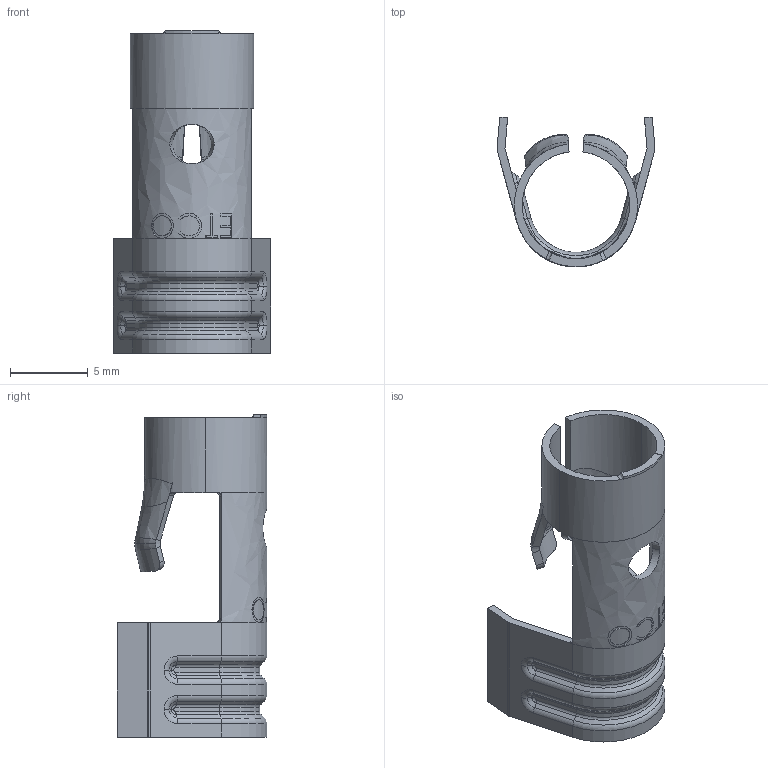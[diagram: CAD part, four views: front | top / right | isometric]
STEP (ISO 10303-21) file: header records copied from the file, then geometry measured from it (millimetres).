
FILE_DESCRIPTION (( 'STEP AP203' ), '1' );
FILE_NAME ('DT60-W.STEP', '2019-11-05T16:04:09', ( 'tempuser' ), ( 'Microsoft' ), 'SwSTEP 2.0', 'SolidWorks 2019', '' );
FILE_SCHEMA (( 'CONFIG_CONTROL_DESIGN' ));
Length unit declared in the file: inch
Products named in the file (1): DT60-W
Bounding box: 10.16 x 9.65 x 20.75 mm (x, y, z)
Volume: 194.9 mm3; surface area: 859.2 mm2
Topology: 1 solids, 1 shells, 249 faces, 614 edges, 370 vertices
Faces by surface type: bspline 64, plane 56, cylinder 55, torus 44, cone 30
Entity records: 17265 total; most frequent: CARTESIAN_POINT 11817, ORIENTED_EDGE 1224, DIRECTION 962, EDGE_CURVE 612, AXIS2_PLACEMENT_3D 379, VERTEX_POINT 370, EDGE_LOOP 256, FACE_OUTER_BOUND 249
